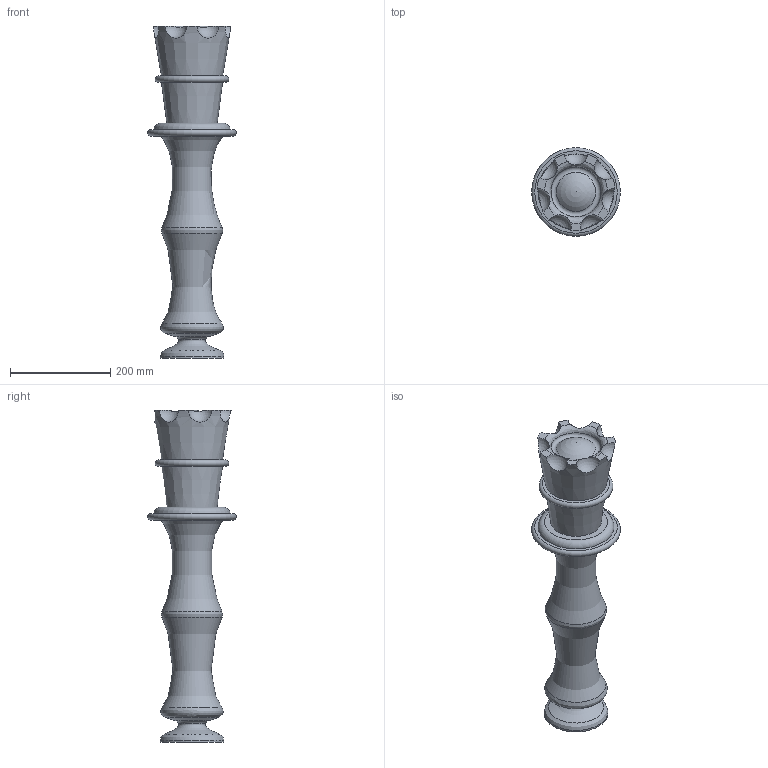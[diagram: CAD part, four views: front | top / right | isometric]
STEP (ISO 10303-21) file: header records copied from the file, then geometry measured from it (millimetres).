
FILE_DESCRIPTION(/* description */ ('Alibre Inc.'),/* implementation_level */ '2;1');
FILE_NAME(/* name */ 'export0',/* time_stamp */ '2018-05-29T16:03:10-05:00',/* author */ (''),/* organization */ (''),/* preprocessor_version */ 'ST-DEVELOPER v17',/* originating_system */ 'Alibre',/* authorisation */ '');
FILE_SCHEMA (('AUTOMOTIVE_DESIGN'));
Length unit declared in the file: centimetre
Bounding box: 176.78 x 176.78 x 661.29 mm (x, y, z)
Volume: 5871386.3 mm3; surface area: 301216.6 mm2
Topology: 1 solids, 1 shells, 37 faces, 85 edges, 54 vertices
Faces by surface type: plane 13, sphere 8, torus 4, bspline 4, revolution 4, cone 3, cylinder 1
Full cylindrical faces by diameter (mm): 127 x1
Entity records: 1954 total; most frequent: CARTESIAN_POINT 1253, ORIENTED_EDGE 148, DIRECTION 111, EDGE_CURVE 74, AXIS2_PLACEMENT_3D 59, VERTEX_POINT 52, EDGE_LOOP 50, FACE_BOUND 50
